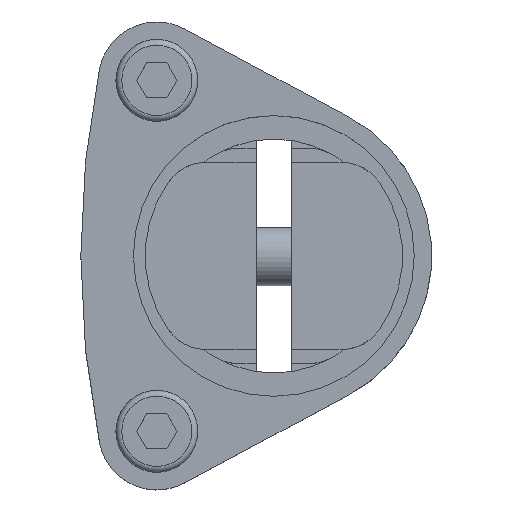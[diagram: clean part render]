
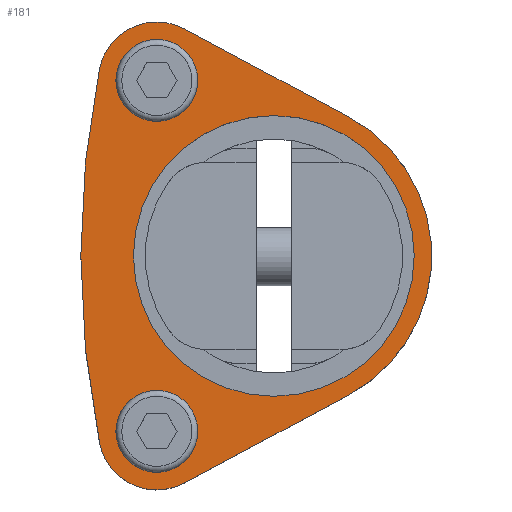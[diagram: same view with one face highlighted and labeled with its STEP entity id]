
A CAD part, top view. The second image highlights one B-rep face of the part: STEP entity #181.
In plain terms, the highlighted planar face has unit normal (0, 0, 1).
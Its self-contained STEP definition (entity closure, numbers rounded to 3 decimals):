
#181 = ADVANCED_FACE( '', ( #320, #321, #322, #323 ), #324, .T. );
#320 = FACE_OUTER_BOUND( '', #606, .T. );
#321 = FACE_BOUND( '', #607, .T. );
#322 = FACE_BOUND( '', #608, .T. );
#323 = FACE_BOUND( '', #609, .T. );
#324 = PLANE( '', #610 );
#606 = EDGE_LOOP( '', ( #1007, #1008, #1009, #1010, #1011, #1012 ) );
#607 = EDGE_LOOP( '', ( #1013 ) );
#608 = EDGE_LOOP( '', ( #1014 ) );
#609 = EDGE_LOOP( '', ( #1015 ) );
#610 = AXIS2_PLACEMENT_3D( '', #1016, #1017, #1018 );
#1007 = ORIENTED_EDGE( '', *, *, #1903, .T. );
#1008 = ORIENTED_EDGE( '', *, *, #1924, .T. );
#1009 = ORIENTED_EDGE( '', *, *, #1925, .T. );
#1010 = ORIENTED_EDGE( '', *, *, #1926, .T. );
#1011 = ORIENTED_EDGE( '', *, *, #1927, .T. );
#1012 = ORIENTED_EDGE( '', *, *, #1928, .T. );
#1013 = ORIENTED_EDGE( '', *, *, #1929, .T. );
#1014 = ORIENTED_EDGE( '', *, *, #1930, .T. );
#1015 = ORIENTED_EDGE( '', *, *, #1931, .T. );
#1016 = CARTESIAN_POINT( '', ( -10., 15., 5. ) );
#1017 = DIRECTION( '', ( 0., 0., 1. ) );
#1018 = DIRECTION( '', ( 1., 0., 0. ) );
#1903 = EDGE_CURVE( '', #2242, #2240, #2243, .T. );
#1924 = EDGE_CURVE( '', #2240, #2277, #2278, .T. );
#1925 = EDGE_CURVE( '', #2277, #2279, #2280, .T. );
#1926 = EDGE_CURVE( '', #2279, #2281, #2282, .T. );
#1927 = EDGE_CURVE( '', #2281, #2283, #2284, .T. );
#1928 = EDGE_CURVE( '', #2283, #2242, #2285, .T. );
#1929 = EDGE_CURVE( '', #2286, #2286, #2287, .T. );
#1930 = EDGE_CURVE( '', #2288, #2288, #2289, .T. );
#1931 = EDGE_CURVE( '', #2290, #2290, #2291, .T. );
#2240 = VERTEX_POINT( '', #2742 );
#2242 = VERTEX_POINT( '', #2745 );
#2243 = CIRCLE( '', #2746, 5. );
#2277 = VERTEX_POINT( '', #2799 );
#2278 = CIRCLE( '', #2800, 80.75 );
#2279 = VERTEX_POINT( '', #2801 );
#2280 = CIRCLE( '', #2802, 5. );
#2281 = VERTEX_POINT( '', #2803 );
#2282 = LINE( '', #2804, #2805 );
#2283 = VERTEX_POINT( '', #2806 );
#2284 = CIRCLE( '', #2807, 13.5 );
#2285 = LINE( '', #2808, #2809 );
#2286 = VERTEX_POINT( '', #2810 );
#2287 = CIRCLE( '', #2811, 12. );
#2288 = VERTEX_POINT( '', #2812 );
#2289 = CIRCLE( '', #2813, 3.5 );
#2290 = VERTEX_POINT( '', #2814 );
#2291 = CIRCLE( '', #2815, 3.5 );
#2742 = CARTESIAN_POINT( '', ( -14.901, 15.99, 5. ) );
#2745 = CARTESIAN_POINT( '', ( -7.639, 19.407, 5. ) );
#2746 = AXIS2_PLACEMENT_3D( '', #3666, #3667, #3668 );
#2799 = CARTESIAN_POINT( '', ( -14.901, -15.99, 5. ) );
#2800 = AXIS2_PLACEMENT_3D( '', #3691, #3692, #3693 );
#2801 = CARTESIAN_POINT( '', ( -7.639, -19.407, 5. ) );
#2802 = AXIS2_PLACEMENT_3D( '', #3694, #3695, #3696 );
#2803 = CARTESIAN_POINT( '', ( 6.375, -11.9, 5. ) );
#2804 = CARTESIAN_POINT( '', ( -7.639, -19.407, 5. ) );
#2805 = VECTOR( '', #3697, 1000. );
#2806 = CARTESIAN_POINT( '', ( 6.375, 11.9, 5. ) );
#2807 = AXIS2_PLACEMENT_3D( '', #3698, #3699, #3700 );
#2808 = CARTESIAN_POINT( '', ( 6.375, 11.9, 5. ) );
#2809 = VECTOR( '', #3701, 1000. );
#2810 = CARTESIAN_POINT( '', ( -12., 0., 5. ) );
#2811 = AXIS2_PLACEMENT_3D( '', #3702, #3703, #3704 );
#2812 = CARTESIAN_POINT( '', ( -13.5, 15., 5. ) );
#2813 = AXIS2_PLACEMENT_3D( '', #3705, #3706, #3707 );
#2814 = CARTESIAN_POINT( '', ( -13.5, -15., 5. ) );
#2815 = AXIS2_PLACEMENT_3D( '', #3708, #3709, #3710 );
#3666 = CARTESIAN_POINT( '', ( -10., 15., 5. ) );
#3667 = DIRECTION( '', ( 0., 0., 1. ) );
#3668 = DIRECTION( '', ( 1., 0., 0. ) );
#3691 = CARTESIAN_POINT( '', ( 64.25, 0., 5. ) );
#3692 = DIRECTION( '', ( 0., 0., 1. ) );
#3693 = DIRECTION( '', ( 1., 0., 0. ) );
#3694 = CARTESIAN_POINT( '', ( -10., -15., 5. ) );
#3695 = DIRECTION( '', ( 0., 0., 1. ) );
#3696 = DIRECTION( '', ( 1., 0., 0. ) );
#3697 = DIRECTION( '', ( 0.881, 0.472, 0. ) );
#3698 = CARTESIAN_POINT( '', ( 0., 0., 5. ) );
#3699 = DIRECTION( '', ( 0., 0., 1. ) );
#3700 = DIRECTION( '', ( 1., 0., 0. ) );
#3701 = DIRECTION( '', ( -0.881, 0.472, 0. ) );
#3702 = CARTESIAN_POINT( '', ( 0., 0., 5. ) );
#3703 = DIRECTION( '', ( 0., 0., -1. ) );
#3704 = DIRECTION( '', ( -1., 0., 0. ) );
#3705 = CARTESIAN_POINT( '', ( -10., 15., 5. ) );
#3706 = DIRECTION( '', ( 0., 0., -1. ) );
#3707 = DIRECTION( '', ( -1., 0., 0. ) );
#3708 = CARTESIAN_POINT( '', ( -10., -15., 5. ) );
#3709 = DIRECTION( '', ( 0., 0., -1. ) );
#3710 = DIRECTION( '', ( -1., 0., 0. ) );
